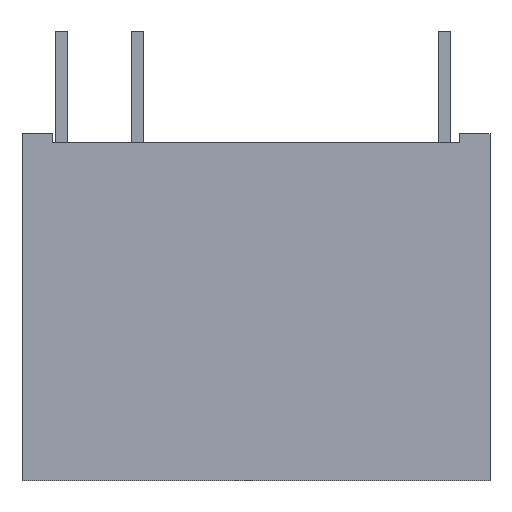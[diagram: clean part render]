
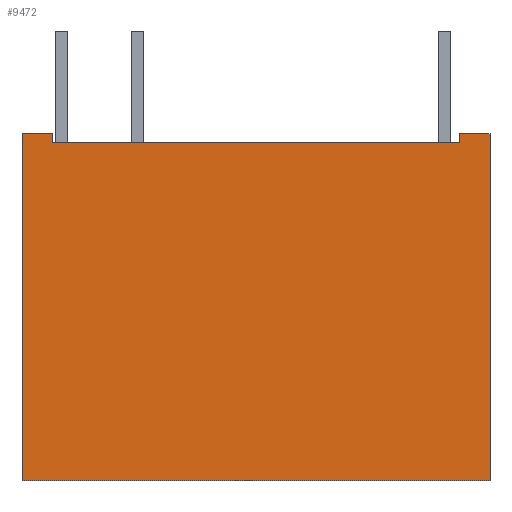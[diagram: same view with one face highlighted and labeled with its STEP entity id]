
A CAD part, front view. The second image highlights one B-rep face of the part: STEP entity #9472.
In plain terms, the highlighted planar face has unit normal (0, -1, 0).
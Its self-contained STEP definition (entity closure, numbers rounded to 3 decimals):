
#14=DIRECTION('',(-1.,0.,0.));
#15=VECTOR('',#14,15.5);
#16=CARTESIAN_POINT('',(7.75,-5.25,0.));
#17=LINE('',#16,#15);
#1922=DIRECTION('',(0.,0.,1.));
#1923=VECTOR('',#1922,0.3);
#1924=CARTESIAN_POINT('',(6.75,-5.25,11.2));
#1925=LINE('',#1924,#1923);
#1926=DIRECTION('',(0.,0.,-1.));
#1927=VECTOR('',#1926,11.5);
#1928=CARTESIAN_POINT('',(7.75,-5.25,11.5));
#1929=LINE('',#1928,#1927);
#1930=DIRECTION('',(0.,0.,1.));
#1931=VECTOR('',#1930,11.5);
#1932=CARTESIAN_POINT('',(-7.75,-5.25,0.));
#1933=LINE('',#1932,#1931);
#1994=DIRECTION('',(-1.,0.,0.));
#1995=VECTOR('',#1994,13.5);
#1996=CARTESIAN_POINT('',(6.75,-5.25,11.2));
#1997=LINE('',#1996,#1995);
#2074=DIRECTION('',(1.,0.,0.));
#2075=VECTOR('',#2074,1.);
#2076=CARTESIAN_POINT('',(-7.75,-5.25,11.5));
#2077=LINE('',#2076,#2075);
#2102=DIRECTION('',(1.,0.,0.));
#2103=VECTOR('',#2102,1.);
#2104=CARTESIAN_POINT('',(6.75,-5.25,11.5));
#2105=LINE('',#2104,#2103);
#2138=DIRECTION('',(0.,0.,1.));
#2139=VECTOR('',#2138,0.3);
#2140=CARTESIAN_POINT('',(-6.75,-5.25,11.2));
#2141=LINE('',#2140,#2139);
#6279=CARTESIAN_POINT('',(7.75,-5.25,0.));
#6281=VERTEX_POINT('',#6279);
#6282=CARTESIAN_POINT('',(-7.75,-5.25,0.));
#6283=VERTEX_POINT('',#6282);
#6322=CARTESIAN_POINT('',(-7.75,-5.25,11.5));
#6323=VERTEX_POINT('',#6322);
#6324=CARTESIAN_POINT('',(-6.75,-5.25,11.5));
#6325=VERTEX_POINT('',#6324);
#6331=CARTESIAN_POINT('',(6.75,-5.25,11.5));
#6333=VERTEX_POINT('',#6331);
#6334=CARTESIAN_POINT('',(7.75,-5.25,11.5));
#6335=VERTEX_POINT('',#6334);
#6362=CARTESIAN_POINT('',(-6.75,-5.25,11.2));
#6364=VERTEX_POINT('',#6362);
#6366=CARTESIAN_POINT('',(6.75,-5.25,11.2));
#6368=VERTEX_POINT('',#6366);
#9451=CARTESIAN_POINT('',(7.75,-5.25,0.));
#9452=DIRECTION('',(0.,-1.,0.));
#9453=DIRECTION('',(-1.,0.,0.));
#9454=AXIS2_PLACEMENT_3D('',#9451,#9452,#9453);
#9455=PLANE('',#9454);
#9457=ORIENTED_EDGE('',*,*,#9456,.F.);
#9459=ORIENTED_EDGE('',*,*,#9458,.T.);
#9461=ORIENTED_EDGE('',*,*,#9460,.T.);
#9462=ORIENTED_EDGE('',*,*,#9433,.T.);
#9463=ORIENTED_EDGE('',*,*,#8381,.T.);
#9465=ORIENTED_EDGE('',*,*,#9464,.T.);
#9467=ORIENTED_EDGE('',*,*,#9466,.T.);
#9469=ORIENTED_EDGE('',*,*,#9468,.F.);
#9470=EDGE_LOOP('',(#9457,#9459,#9461,#9462,#9463,#9465,#9467,#9469));
#9471=FACE_OUTER_BOUND('',#9470,.F.);
#8381=EDGE_CURVE('',#6281,#6283,#17,.T.);
#9433=EDGE_CURVE('',#6335,#6281,#1929,.T.);
#9456=EDGE_CURVE('',#6368,#6364,#1997,.T.);
#9458=EDGE_CURVE('',#6368,#6333,#1925,.T.);
#9460=EDGE_CURVE('',#6333,#6335,#2105,.T.);
#9464=EDGE_CURVE('',#6283,#6323,#1933,.T.);
#9466=EDGE_CURVE('',#6323,#6325,#2077,.T.);
#9468=EDGE_CURVE('',#6364,#6325,#2141,.T.);
#9472=ADVANCED_FACE('',(#9471),#9455,.T.);
